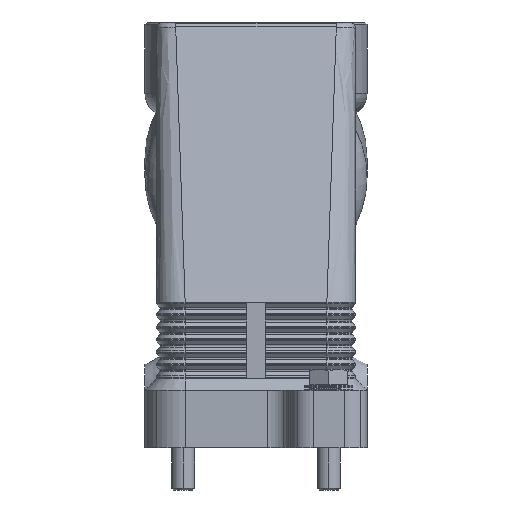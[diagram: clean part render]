
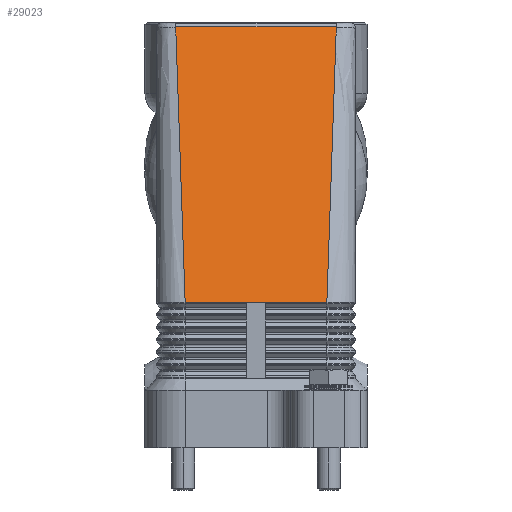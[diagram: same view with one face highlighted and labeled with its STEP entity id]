
A CAD part, left-side view. The second image highlights one B-rep face of the part: STEP entity #29023.
In plain terms, the highlighted planar face has unit normal (-0.965, 0, 0.264).
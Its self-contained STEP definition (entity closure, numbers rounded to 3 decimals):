
#5680=CARTESIAN_POINT('',(-41.302,20.962,109.896));
#5681=VERTEX_POINT('',#5680);
#5689=CARTESIAN_POINT('',(-41.302,-20.962,109.896));
#5690=VERTEX_POINT('',#5689);
#5691=CARTESIAN_POINT('',(-41.302,20.962,109.896));
#5692=DIRECTION('',(0.0,-1.0,0.0));
#5693=VECTOR('',#5692,41.924);
#5694=LINE('',#5691,#5693);
#5695=EDGE_CURVE('',#5681,#5690,#5694,.T.);
#18701=CARTESIAN_POINT('',(-61.0,-2.5,38.));
#18702=VERTEX_POINT('',#18701);
#18720=CARTESIAN_POINT('',(-61.0,-18.5,38.));
#18721=VERTEX_POINT('',#18720);
#18729=CARTESIAN_POINT('',(-61.0,-18.5,38.));
#18730=DIRECTION('',(0.0,1.0,0.0));
#18731=VECTOR('',#18730,16.);
#18732=LINE('',#18729,#18731);
#18733=EDGE_CURVE('',#18721,#18702,#18732,.T.);
#20429=CARTESIAN_POINT('',(-61.0,2.5,38.));
#20430=VERTEX_POINT('',#20429);
#20431=CARTESIAN_POINT('',(-61.0,-2.5,38.));
#20432=DIRECTION('',(0.0,1.0,0.0));
#20433=VECTOR('',#20432,5.0);
#20434=LINE('',#20431,#20433);
#20435=EDGE_CURVE('',#18702,#20430,#20434,.T.);
#22795=CARTESIAN_POINT('',(-61.0,18.5,38.));
#22796=VERTEX_POINT('',#22795);
#22797=CARTESIAN_POINT('',(-61.0,2.5,38.));
#22798=DIRECTION('',(0.0,1.0,0.0));
#22799=VECTOR('',#22798,16.);
#22800=LINE('',#22797,#22799);
#22801=EDGE_CURVE('',#20430,#22796,#22800,.T.);
#24876=CARTESIAN_POINT('',(-42.806,-20.774,104.407));
#24877=VERTEX_POINT('',#24876);
#24878=CARTESIAN_POINT('',(-41.302,-20.962,109.896));
#24879=CARTESIAN_POINT('',(-41.804,-20.9,108.066));
#24880=CARTESIAN_POINT('',(-42.305,-20.837,106.236));
#24881=CARTESIAN_POINT('',(-42.806,-20.774,104.407));
#24882=B_SPLINE_CURVE_WITH_KNOTS('',3,(#24878,#24879,#24880,#24881),.UNSPECIFIED.,.F.,.U.,(4,4),(0.015,0.09),.UNSPECIFIED.);
#24883=EDGE_CURVE('',#5690,#24877,#24882,.T.);
#24885=CARTESIAN_POINT('',(-42.806,-20.774,104.407));
#24886=CARTESIAN_POINT('',(-48.871,-20.016,82.271));
#24887=CARTESIAN_POINT('',(-54.935,-19.258,60.136));
#24888=CARTESIAN_POINT('',(-61.0,-18.5,38.0));
#24889=B_SPLINE_CURVE_WITH_KNOTS('',3,(#24885,#24886,#24887,#24888),.UNSPECIFIED.,.F.,.U.,(4,4),(0.09,1.0),.UNSPECIFIED.);
#24890=EDGE_CURVE('',#24877,#18721,#24889,.T.);
#26517=CARTESIAN_POINT('',(-42.806,20.774,104.407));
#26518=VERTEX_POINT('',#26517);
#26519=CARTESIAN_POINT('',(-41.302,20.962,109.896));
#26520=CARTESIAN_POINT('',(-41.804,20.9,108.066));
#26521=CARTESIAN_POINT('',(-42.305,20.837,106.236));
#26522=CARTESIAN_POINT('',(-42.806,20.774,104.407));
#26523=B_SPLINE_CURVE_WITH_KNOTS('',3,(#26519,#26520,#26521,#26522),.UNSPECIFIED.,.F.,.U.,(4,4),(0.015,0.09),.UNSPECIFIED.);
#26524=EDGE_CURVE('',#5681,#26518,#26523,.T.);
#26550=CARTESIAN_POINT('',(-42.806,20.774,104.407));
#26551=CARTESIAN_POINT('',(-48.871,20.016,82.271));
#26552=CARTESIAN_POINT('',(-54.935,19.258,60.136));
#26553=CARTESIAN_POINT('',(-61.0,18.5,38.0));
#26554=B_SPLINE_CURVE_WITH_KNOTS('',3,(#26550,#26551,#26552,#26553),.UNSPECIFIED.,.F.,.U.,(4,4),(0.09,1.0),.UNSPECIFIED.);
#26555=EDGE_CURVE('',#26518,#22796,#26554,.T.);
#29008=CARTESIAN_POINT('',(-41.0,21.,111.));
#29009=DIRECTION('',(0.964,0.0,-0.264));
#29010=DIRECTION('',(-0.264,0.0,-0.964));
#29011=AXIS2_PLACEMENT_3D('',#29008,#29009,#29010);
#29012=PLANE('',#29011);
#29013=ORIENTED_EDGE('',*,*,#5695,.F.);
#29014=ORIENTED_EDGE('',*,*,#26524,.T.);
#29015=ORIENTED_EDGE('',*,*,#26555,.T.);
#29016=ORIENTED_EDGE('',*,*,#22801,.F.);
#29017=ORIENTED_EDGE('',*,*,#20435,.F.);
#29018=ORIENTED_EDGE('',*,*,#18733,.F.);
#29019=ORIENTED_EDGE('',*,*,#24890,.F.);
#29020=ORIENTED_EDGE('',*,*,#24883,.F.);
#29021=EDGE_LOOP('',(#29013,#29014,#29015,#29016,#29017,#29018,#29019,#29020));
#29022=FACE_OUTER_BOUND('',#29021,.T.);
#29023=ADVANCED_FACE('',(#29022),#29012,.F.);
